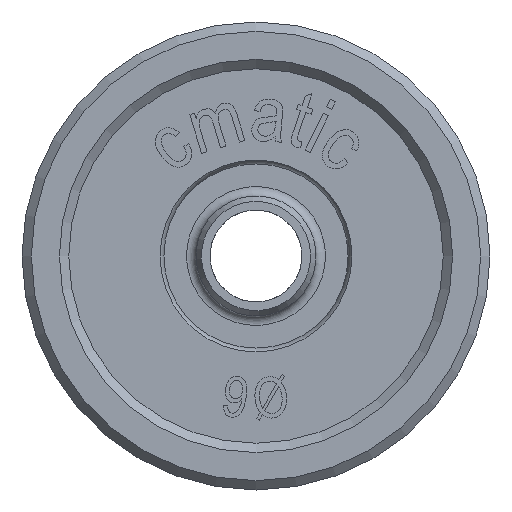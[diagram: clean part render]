
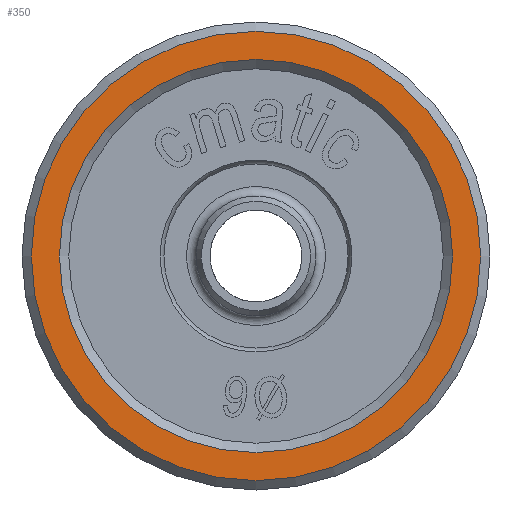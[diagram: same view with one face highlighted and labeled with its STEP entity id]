
A CAD part, front view. The second image highlights one B-rep face of the part: STEP entity #350.
In plain terms, the highlighted planar face has unit normal (0, -1, 0).
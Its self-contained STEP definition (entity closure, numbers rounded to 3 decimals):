
#350 = ADVANCED_FACE( 'NONE', ( #994, #995 ), #996, .T. );
#994 = FACE_OUTER_BOUND( '', #5547, .T. );
#995 = FACE_BOUND( '', #5548, .T. );
#996 = PLANE( '', #5549 );
#5547 = EDGE_LOOP( '', ( #7745 ) );
#5548 = EDGE_LOOP( '', ( #7746 ) );
#5549 = AXIS2_PLACEMENT_3D( '', #7747, #7748, #7749 );
#7745 = ORIENTED_EDGE( '', *, *, #8558, .T. );
#7746 = ORIENTED_EDGE( '', *, *, #8727, .F. );
#7747 = CARTESIAN_POINT( '', ( 0., -22.1, 0. ) );
#7748 = DIRECTION( '', ( 0., -1., 0. ) );
#7749 = DIRECTION( '', ( 0., 0., -1. ) );
#8558 = EDGE_CURVE( 'NONE', #9781, #9781, #9782, .T. );
#8727 = EDGE_CURVE( 'NONE', #10010, #10010, #10011, .T. );
#9781 = VERTEX_POINT( '', #14621 );
#9782 = CIRCLE( '', #14622, 7.2 );
#10010 = VERTEX_POINT( '', #15704 );
#10011 = CIRCLE( '', #15705, 6.3 );
#14621 = CARTESIAN_POINT( '', ( 0., -22.1, -7.2 ) );
#14622 = AXIS2_PLACEMENT_3D( '', #16169, #16170, #16171 );
#15704 = CARTESIAN_POINT( '', ( 6.3, -22.1, 0. ) );
#15705 = AXIS2_PLACEMENT_3D( '', #16315, #16316, #16317 );
#16169 = CARTESIAN_POINT( '', ( 0., -22.1, 0. ) );
#16170 = DIRECTION( '', ( 0., -1., 0. ) );
#16171 = DIRECTION( '', ( 0., 0., -1. ) );
#16315 = CARTESIAN_POINT( '', ( 0., -22.1, 0. ) );
#16316 = DIRECTION( '', ( 0., -1., 0. ) );
#16317 = DIRECTION( '', ( 1., 0., 0. ) );
